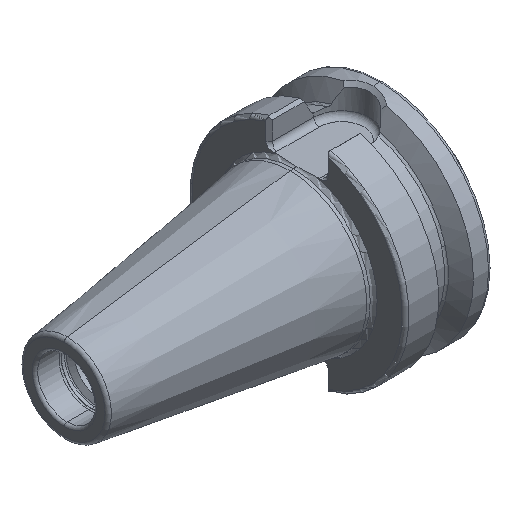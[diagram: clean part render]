
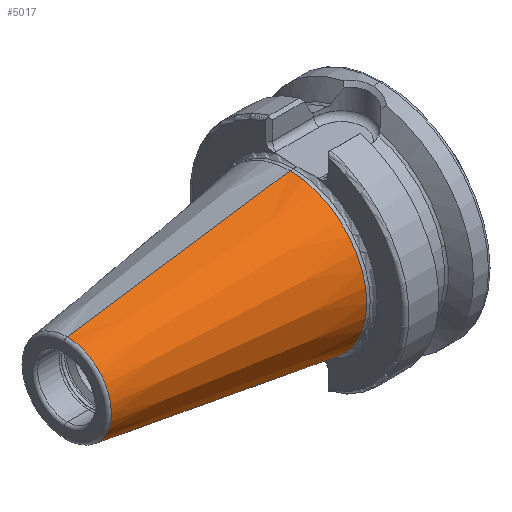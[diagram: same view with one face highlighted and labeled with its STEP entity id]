
A CAD part, isometric view. The second image highlights one B-rep face of the part: STEP entity #5017.
In plain terms, the highlighted conical face has half-angle 8.297 degrees and reference radius 22.225 mm.
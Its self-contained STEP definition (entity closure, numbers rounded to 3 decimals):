
#264 = CARTESIAN_POINT ( 'NONE',  ( -64.544, 0., -12.812 ) ) ;
#269 = DIRECTION ( 'NONE',  ( 0., 0., 1. ) ) ;
#328 = CIRCLE ( 'NONE', #3410, 12.812 ) ;
#361 = EDGE_CURVE ( 'NONE', #4090, #1967, #328, .T. ) ;
#464 = CONICAL_SURFACE ( 'NONE', #2342, 22.225, 0.145 ) ;
#495 = ORIENTED_EDGE ( 'NONE', *, *, #361, .F. ) ;
#677 = VERTEX_POINT ( 'NONE', #3817 ) ;
#729 = CARTESIAN_POINT ( 'NONE',  ( 0., 0., 0. ) ) ;
#1123 = DIRECTION ( 'NONE',  ( 1., 0., 0. ) ) ;
#1508 = CARTESIAN_POINT ( 'NONE',  ( -64.544, 0., 0. ) ) ;
#1587 = EDGE_LOOP ( 'NONE', ( #2812, #495, #1985, #4352 ) ) ;
#1908 = DIRECTION ( 'NONE',  ( 0., 0., 1. ) ) ;
#1967 = VERTEX_POINT ( 'NONE', #4930 ) ;
#1985 = ORIENTED_EDGE ( 'NONE', *, *, #2692, .T. ) ;
#2136 = CIRCLE ( 'NONE', #5009, 22.225 ) ;
#2177 = DIRECTION ( 'NONE',  ( 0.99, 0., -0.144 ) ) ;
#2342 = AXIS2_PLACEMENT_3D ( 'NONE', #729, #1123, #3542 ) ;
#2669 = DIRECTION ( 'NONE',  ( -1., 0., 0. ) ) ;
#2692 = EDGE_CURVE ( 'NONE', #4090, #4462, #3910, .T. ) ;
#2778 = EDGE_CURVE ( 'NONE', #1967, #677, #4713, .T. ) ;
#2812 = ORIENTED_EDGE ( 'NONE', *, *, #2778, .F. ) ;
#3410 = AXIS2_PLACEMENT_3D ( 'NONE', #1508, #4302, #1908 ) ;
#3542 = DIRECTION ( 'NONE',  ( 0., 0., -1. ) ) ;
#3646 = VECTOR ( 'NONE', #5013, 1000. ) ;
#3817 = CARTESIAN_POINT ( 'NONE',  ( 0., 0., 22.225 ) ) ;
#3910 = LINE ( 'NONE', #4173, #4953 ) ;
#3963 = CARTESIAN_POINT ( 'NONE',  ( 0., 0., -22.225 ) ) ;
#4090 = VERTEX_POINT ( 'NONE', #264 ) ;
#4173 = CARTESIAN_POINT ( 'NONE',  ( 0., 0., -22.225 ) ) ;
#4302 = DIRECTION ( 'NONE',  ( -1., 0., 0. ) ) ;
#4352 = ORIENTED_EDGE ( 'NONE', *, *, #5193, .T. ) ;
#4462 = VERTEX_POINT ( 'NONE', #3963 ) ;
#4607 = CARTESIAN_POINT ( 'NONE',  ( 0., 0., 22.225 ) ) ;
#4713 = LINE ( 'NONE', #4607, #3646 ) ;
#4732 = FACE_OUTER_BOUND ( 'NONE', #1587, .T. ) ;
#4930 = CARTESIAN_POINT ( 'NONE',  ( -64.544, 0., 12.812 ) ) ;
#4953 = VECTOR ( 'NONE', #2177, 1000. ) ;
#5009 = AXIS2_PLACEMENT_3D ( 'NONE', #5060, #2669, #269 ) ;
#5013 = DIRECTION ( 'NONE',  ( 0.99, 0., 0.144 ) ) ;
#5017 = ADVANCED_FACE ( 'NONE', ( #4732 ), #464, .T. ) ;
#5060 = CARTESIAN_POINT ( 'NONE',  ( 0., 0., 0. ) ) ;
#5193 = EDGE_CURVE ( 'NONE', #4462, #677, #2136, .T. ) ;
